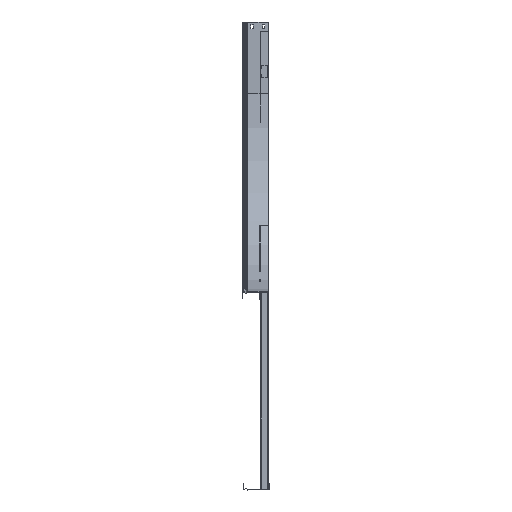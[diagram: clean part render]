
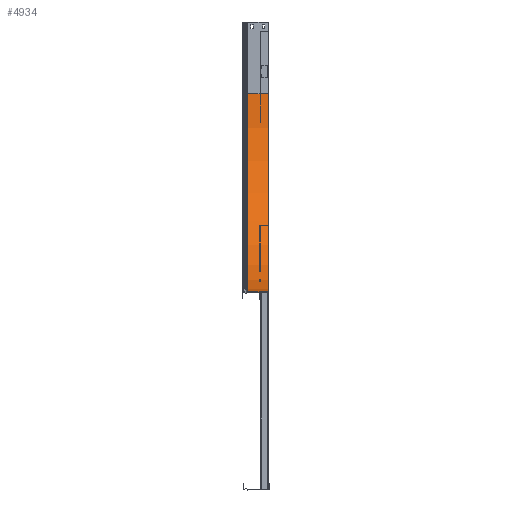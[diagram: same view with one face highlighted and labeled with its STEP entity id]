
A CAD part, left-side view. The second image highlights one B-rep face of the part: STEP entity #4934.
In plain terms, the highlighted cylindrical face has radius 600 mm (diameter 1200 mm), a partial arc.
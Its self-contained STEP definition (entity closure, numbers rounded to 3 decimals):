
#630 = CARTESIAN_POINT ( 'NONE',  ( 600., 2.2, 0. ) ) ;
#1169 = CIRCLE ( 'NONE', #4610, 600. ) ;
#3083 = CARTESIAN_POINT ( 'NONE',  ( 0., 2.2, -600. ) ) ;
#3483 = VERTEX_POINT ( 'NONE', #3083 ) ;
#3944 = CIRCLE ( 'NONE', #6546, 600. ) ;
#4076 = EDGE_CURVE ( 'NONE', #9338, #6819, #3944, .T. ) ;
#4610 = AXIS2_PLACEMENT_3D ( 'NONE', #11204, #6476, #7712 ) ;
#4802 = AXIS2_PLACEMENT_3D ( 'NONE', #7329, #14575, #7120 ) ;
#4934 = ADVANCED_FACE ( 'NONE', ( #8132 ), #9309, .F. ) ;
#5373 = DIRECTION ( 'NONE',  ( 0., 1., 0. ) ) ;
#6321 = EDGE_LOOP ( 'NONE', ( #15693, #9092, #11291, #6537 ) ) ;
#6476 = DIRECTION ( 'NONE',  ( 0., 1., 0. ) ) ;
#6537 = ORIENTED_EDGE ( 'NONE', *, *, #7519, .T. ) ;
#6546 = AXIS2_PLACEMENT_3D ( 'NONE', #6772, #12970, #15400 ) ;
#6590 = LINE ( 'NONE', #8096, #8494 ) ;
#6772 = CARTESIAN_POINT ( 'NONE',  ( 0., 64.499, 0. ) ) ;
#6819 = VERTEX_POINT ( 'NONE', #12183 ) ;
#6901 = CARTESIAN_POINT ( 'NONE',  ( 600., 2.2, 0. ) ) ;
#6955 = EDGE_CURVE ( 'NONE', #9429, #3483, #1169, .T. ) ;
#7120 = DIRECTION ( 'NONE',  ( 0., 0., 1. ) ) ;
#7329 = CARTESIAN_POINT ( 'NONE',  ( 0., 0., 0. ) ) ;
#7519 = EDGE_CURVE ( 'NONE', #9429, #9338, #11927, .T. ) ;
#7694 = VECTOR ( 'NONE', #5373, 1000. ) ;
#7712 = DIRECTION ( 'NONE',  ( 1., 0., 0. ) ) ;
#8005 = DIRECTION ( 'NONE',  ( 0., 1., 0. ) ) ;
#8096 = CARTESIAN_POINT ( 'NONE',  ( 0., 2.2, -600. ) ) ;
#8132 = FACE_OUTER_BOUND ( 'NONE', #6321, .T. ) ;
#8494 = VECTOR ( 'NONE', #8005, 1000. ) ;
#9092 = ORIENTED_EDGE ( 'NONE', *, *, #9884, .F. ) ;
#9309 = CYLINDRICAL_SURFACE ( 'NONE', #4802, 600. ) ;
#9338 = VERTEX_POINT ( 'NONE', #15374 ) ;
#9429 = VERTEX_POINT ( 'NONE', #6901 ) ;
#9884 = EDGE_CURVE ( 'NONE', #3483, #6819, #6590, .T. ) ;
#11204 = CARTESIAN_POINT ( 'NONE',  ( 0., 2.2, 0. ) ) ;
#11291 = ORIENTED_EDGE ( 'NONE', *, *, #6955, .F. ) ;
#11927 = LINE ( 'NONE', #630, #7694 ) ;
#12183 = CARTESIAN_POINT ( 'NONE',  ( 0., 64.499, -600. ) ) ;
#12970 = DIRECTION ( 'NONE',  ( 0., 1., 0. ) ) ;
#14575 = DIRECTION ( 'NONE',  ( 0., 1., 0. ) ) ;
#15374 = CARTESIAN_POINT ( 'NONE',  ( 600., 64.499, 0. ) ) ;
#15400 = DIRECTION ( 'NONE',  ( 1., 0., 0. ) ) ;
#15693 = ORIENTED_EDGE ( 'NONE', *, *, #4076, .T. ) ;
